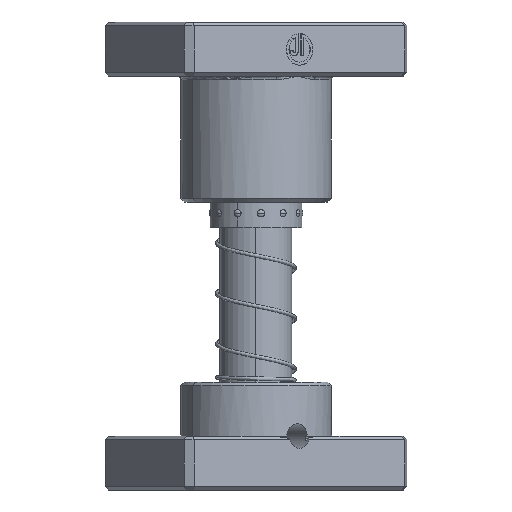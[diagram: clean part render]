
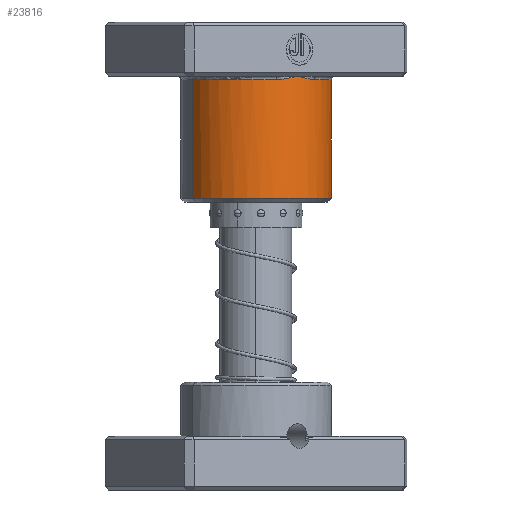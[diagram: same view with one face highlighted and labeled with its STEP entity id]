
A CAD part, left-side view. The second image highlights one B-rep face of the part: STEP entity #23816.
In plain terms, the highlighted cylindrical face has radius 21 mm (diameter 42 mm), a partial arc.
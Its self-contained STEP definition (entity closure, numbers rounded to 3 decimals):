
#378 = CARTESIAN_POINT ( 'NONE',  ( 3.67, 20.684, 15.754 ) ) ;
#415 = CARTESIAN_POINT ( 'NONE',  ( -21., 0., 16. ) ) ;
#497 = ORIENTED_EDGE ( 'NONE', *, *, #32999, .T. ) ;
#821 = CARTESIAN_POINT ( 'NONE',  ( -2.106, 20.921, 15.471 ) ) ;
#1070 = B_SPLINE_CURVE_WITH_KNOTS ( 'NONE', 3,
 ( #10812, #10700, #31708, #16052, #378, #18674, #2994, #21284, #5657, #23938, #8280, #26579 ),
 .UNSPECIFIED., .F., .F.,
 ( 4, 2, 2, 2, 2, 4 ),
 ( 0., 0.002, 0.003, 0.005, 0.006, 0.006 ),
 .UNSPECIFIED. ) ;
#1669 = VERTEX_POINT ( 'NONE', #2844 ) ;
#1977 = EDGE_CURVE ( 'NONE', #5492, #11676, #7840, .T. ) ;
#2238 = CARTESIAN_POINT ( 'NONE',  ( -6.259, 20.045, 16. ) ) ;
#2406 = CARTESIAN_POINT ( 'NONE',  ( 6.259, 20.045, 16. ) ) ;
#2706 = AXIS2_PLACEMENT_3D ( 'NONE', #2973, #21266, #5629 ) ;
#2844 = CARTESIAN_POINT ( 'NONE',  ( 0., 21., 15. ) ) ;
#2973 = CARTESIAN_POINT ( 'NONE',  ( 0., 0., 49. ) ) ;
#2994 = CARTESIAN_POINT ( 'NONE',  ( 2.103, 20.901, 15.459 ) ) ;
#3035 = VECTOR ( 'NONE', #9891, 1000. ) ;
#3328 = CARTESIAN_POINT ( 'NONE',  ( -1.052, 21., 15.235 ) ) ;
#3441 = CARTESIAN_POINT ( 'NONE',  ( -4.189, 20.585, 15.837 ) ) ;
#3756 = EDGE_CURVE ( 'NONE', #32124, #11676, #23926, .T. ) ;
#3887 = CARTESIAN_POINT ( 'NONE',  ( -21., 0., 50. ) ) ;
#5492 = VERTEX_POINT ( 'NONE', #2238 ) ;
#5629 = DIRECTION ( 'NONE',  ( 1., 0., 0. ) ) ;
#5657 = CARTESIAN_POINT ( 'NONE',  ( 1.052, 20.975, 15.234 ) ) ;
#6087 = CARTESIAN_POINT ( 'NONE',  ( -5.741, 20.207, 16. ) ) ;
#6170 = EDGE_CURVE ( 'NONE', #15278, #1669, #1070, .T. ) ;
#6785 = B_SPLINE_CURVE_WITH_KNOTS ( 'NONE', 3,
 ( #13528, #3328, #821, #19104, #3441, #21719, #6087, #24367 ),
 .UNSPECIFIED., .F., .F.,
 ( 4, 2, 2, 4 ),
 ( 0., 0.003, 0.005, 0.006 ),
 .UNSPECIFIED. ) ;
#6856 = CIRCLE ( 'NONE', #29943, 21. ) ;
#7083 = DIRECTION ( 'NONE',  ( 0., 0., -1. ) ) ;
#7423 = CARTESIAN_POINT ( 'NONE',  ( 0., 0., 50. ) ) ;
#7798 = CARTESIAN_POINT ( 'NONE',  ( 0., 0., 16. ) ) ;
#7840 = CIRCLE ( 'NONE', #25905, 21. ) ;
#8280 = CARTESIAN_POINT ( 'NONE',  ( 0.261, 21., 15.058 ) ) ;
#9020 = LINE ( 'NONE', #17483, #22106 ) ;
#9570 = EDGE_CURVE ( 'NONE', #13643, #20832, #9020, .T. ) ;
#9891 = DIRECTION ( 'NONE',  ( 0., 0., -1. ) ) ;
#10439 = DIRECTION ( 'NONE',  ( 1., 0., 0. ) ) ;
#10700 = CARTESIAN_POINT ( 'NONE',  ( 5.741, 20.207, 16. ) ) ;
#10812 = CARTESIAN_POINT ( 'NONE',  ( 6.259, 20.045, 16. ) ) ;
#11625 = CIRCLE ( 'NONE', #2706, 21. ) ;
#11676 = VERTEX_POINT ( 'NONE', #415 ) ;
#13528 = CARTESIAN_POINT ( 'NONE',  ( 0., 21., 15. ) ) ;
#13643 = VERTEX_POINT ( 'NONE', #28591 ) ;
#13677 = DIRECTION ( 'NONE',  ( 0., 0., 1. ) ) ;
#13758 = CYLINDRICAL_SURFACE ( 'NONE', #23215, 21. ) ;
#13840 = ORIENTED_EDGE ( 'NONE', *, *, #9570, .T. ) ;
#15278 = VERTEX_POINT ( 'NONE', #2406 ) ;
#16052 = CARTESIAN_POINT ( 'NONE',  ( 4.189, 20.585, 15.837 ) ) ;
#16238 = ORIENTED_EDGE ( 'NONE', *, *, #3756, .F. ) ;
#17130 = CARTESIAN_POINT ( 'NONE',  ( -21., 0., 49. ) ) ;
#17483 = CARTESIAN_POINT ( 'NONE',  ( 21., 0., 50. ) ) ;
#18173 = ORIENTED_EDGE ( 'NONE', *, *, #6170, .T. ) ;
#18674 = CARTESIAN_POINT ( 'NONE',  ( 2.627, 20.842, 15.566 ) ) ;
#19104 = CARTESIAN_POINT ( 'NONE',  ( -3.67, 20.684, 15.754 ) ) ;
#19177 = EDGE_LOOP ( 'NONE', ( #33026, #13840, #497, #18173, #31033, #31046, #16238 ) ) ;
#20090 = EDGE_CURVE ( 'NONE', #32124, #13643, #11625, .T. ) ;
#20124 = DIRECTION ( 'NONE',  ( 0., 0., -1. ) ) ;
#20191 = EDGE_CURVE ( 'NONE', #1669, #5492, #6785, .T. ) ;
#20832 = VERTEX_POINT ( 'NONE', #27657 ) ;
#21266 = DIRECTION ( 'NONE',  ( 0., 0., -1. ) ) ;
#21284 = CARTESIAN_POINT ( 'NONE',  ( 1.314, 20.96, 15.291 ) ) ;
#21493 = FACE_OUTER_BOUND ( 'NONE', #19177, .T. ) ;
#21719 = CARTESIAN_POINT ( 'NONE',  ( -5.225, 20.347, 15.959 ) ) ;
#22106 = VECTOR ( 'NONE', #20124, 1000. ) ;
#23215 = AXIS2_PLACEMENT_3D ( 'NONE', #7423, #7083, #25702 ) ;
#23816 = ADVANCED_FACE ( 'NONE', ( #21493 ), #13758, .T. ) ;
#23926 = LINE ( 'NONE', #3887, #3035 ) ;
#23938 = CARTESIAN_POINT ( 'NONE',  ( 0.526, 20.995, 15.117 ) ) ;
#24367 = CARTESIAN_POINT ( 'NONE',  ( -6.259, 20.045, 16. ) ) ;
#25702 = DIRECTION ( 'NONE',  ( -1., 0., 0. ) ) ;
#25905 = AXIS2_PLACEMENT_3D ( 'NONE', #29337, #13677, #31957 ) ;
#26078 = DIRECTION ( 'NONE',  ( 0., 0., 1. ) ) ;
#26579 = CARTESIAN_POINT ( 'NONE',  ( 0., 21., 15. ) ) ;
#27657 = CARTESIAN_POINT ( 'NONE',  ( 21., 0., 16. ) ) ;
#28591 = CARTESIAN_POINT ( 'NONE',  ( 21., 0., 49. ) ) ;
#29337 = CARTESIAN_POINT ( 'NONE',  ( 0., 0., 16. ) ) ;
#29943 = AXIS2_PLACEMENT_3D ( 'NONE', #7798, #26078, #10439 ) ;
#31033 = ORIENTED_EDGE ( 'NONE', *, *, #20191, .T. ) ;
#31046 = ORIENTED_EDGE ( 'NONE', *, *, #1977, .T. ) ;
#31708 = CARTESIAN_POINT ( 'NONE',  ( 5.225, 20.347, 15.959 ) ) ;
#31957 = DIRECTION ( 'NONE',  ( 1., 0., 0. ) ) ;
#32124 = VERTEX_POINT ( 'NONE', #17130 ) ;
#32999 = EDGE_CURVE ( 'NONE', #20832, #15278, #6856, .T. ) ;
#33026 = ORIENTED_EDGE ( 'NONE', *, *, #20090, .T. ) ;
